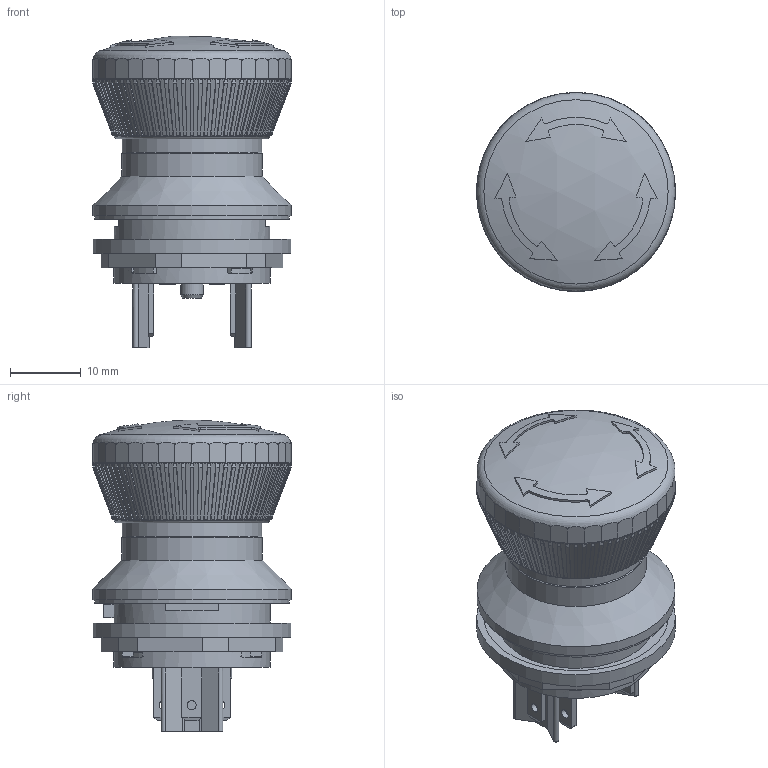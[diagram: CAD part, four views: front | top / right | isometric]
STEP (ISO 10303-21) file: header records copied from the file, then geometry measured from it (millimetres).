
FILE_DESCRIPTION(/* description */ (''),/* implementation_level */ '2;1');
FILE_NAME(/* name */ 'FRVKOOI_ipt.stp',/* time_stamp */ '2017-04-03T08:37:34+02:00',/* author */ ('ahoffmann'),/* organization */ (''),/* preprocessor_version */ 'ST-DEVELOPER v16.1',/* originating_system */ 'Autodesk Inventor 2016',/* authorisation */ '');
FILE_SCHEMA (('AUTOMOTIVE_DESIGN { 1 0 10303 214 3 1 1 }'));
Length unit declared in the file: centimetre
Products named in the file (1): FRVKOOI
Bounding box: 28 x 28 x 43.91 mm (x, y, z)
Volume: 15993.8 mm3; surface area: 6184.2 mm2
Topology: 1 solids, 1 shells, 1544 faces, 4274 edges, 2752 vertices
Faces by surface type: plane 1106, cylinder 179, cone 155, torus 76, bspline 24, sphere 4
Full cylindrical faces by diameter (mm): 1 x3, 1.3 x6, 3.2 x3, 18.5 x1, 18.8 x1, 19.65 x1, 19.85 x1, 22 x2, 26 x1, 27.4 x1, 28 x2
Entity records: 50532 total; most frequent: CARTESIAN_POINT 12679, ORIENTED_EDGE 8454, DIRECTION 7291, EDGE_CURVE 4227, VERTEX_POINT 2737, LINE 2687, VECTOR 2687, AXIS2_PLACEMENT_3D 2302
